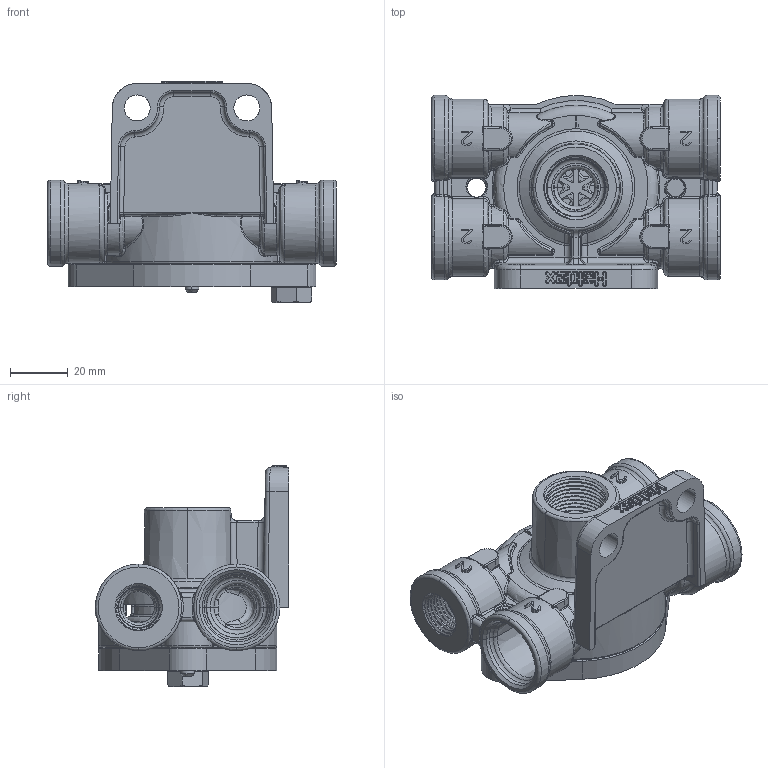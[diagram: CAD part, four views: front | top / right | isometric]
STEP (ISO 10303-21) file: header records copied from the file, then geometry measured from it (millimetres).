
FILE_DESCRIPTION((''),'2;1');
FILE_NAME('356_023_031_ASM','2016-10-24T',('EngelG'),('Haldex Brake Products Ltd'),'CREO PARAMETRIC BY PTC INC, 2015290','CREO PARAMETRIC BY PTC INC, 2015290','');
FILE_SCHEMA(('AUTOMOTIVE_DESIGN { 1 0 10303 214 1 1 1 1 }'));
Products named in the file (1): 356_023_031_ASM
Bounding box: 100 x 67 x 76.7 mm (x, y, z)
Volume: 123456.9 mm3; surface area: 60301.6 mm2
Topology: 2 solids, 3 shells, 2549 faces, 6339 edges, 3781 vertices
Faces by surface type: bspline 709, cylinder 670, plane 422, torus 414, cone 199, sphere 131, revolution 4
Entity records: 141667 total; most frequent: CARTESIAN_POINT 69739, ORIENTED_EDGE 12678, DIRECTION 9700, EDGE_CURVE 6339, AXIS2_PLACEMENT_3D 4051, VERTEX_POINT 3781, EDGE_LOOP 2598, FACE_OUTER_BOUND 2549
